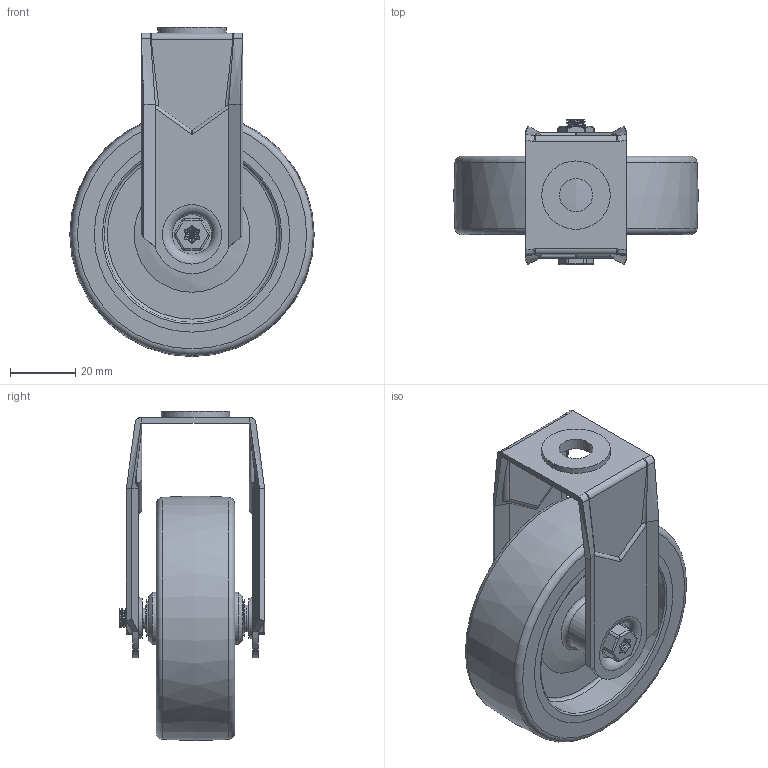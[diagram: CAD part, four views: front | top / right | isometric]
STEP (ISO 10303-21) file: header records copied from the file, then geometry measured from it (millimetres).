
FILE_DESCRIPTION(/* description */ ('','CAx-IF Rec.Pracs.---Representation and Presentation of Product Manufacturing Information (PMI)---4.0---2014-10-13'),/* implementation_level */ '2;1');
FILE_NAME(/* name */ 'BZRAF75VGRBH10.step',/* time_stamp */ '2025-03-04T09:29:43Z',/* author */ (''),/* organization */ (''),/* preprocessor_version */ 'ST-DEVELOPER v20',/* originating_system */ 'Autodesk Translation Framework v13.20.0.188',/* authorisation */ '');
FILE_SCHEMA (('AP242_MANAGED_MODEL_BASED_3D_ENGINEERING_MIM_LF { 1 0 10303 442 1 1 4 }'));
Length unit declared in the file: millimetre
Products named in the file (12): BZRAF75VGRBH10; BZRAF75ASBH10 v1; ZINC PLATED PRESSED STEEL FORKS; BZL75WVGR8 v1; POLYPROPYLENE RIM; THERMOPLASTIC RUBBER TYRE; TUBEM8X31 v1; ZINC PLATED AXLE TUBE; BOLTBZRA6MM v2; ZINC PLATED AXLE BOLT; NM6GR8HALFGR8 v1; ZINC PLATED LOCKING NUT
Assembly tree (11 placements, depth 3):
  BZRAF75VGRBH10
    BZRAF75ASBH10 v1
      ZINC PLATED PRESSED STEEL FORKS
    BZL75WVGR8 v1
      POLYPROPYLENE RIM
      THERMOPLASTIC RUBBER TYRE
    TUBEM8X31 v1
      ZINC PLATED AXLE TUBE
    BOLTBZRA6MM v2
      ZINC PLATED AXLE BOLT
    NM6GR8HALFGR8 v1
      ZINC PLATED LOCKING NUT
Bounding box: 75 x 44.75 x 101 mm (x, y, z)
Volume: 75585.3 mm3; surface area: 42535.9 mm2
Topology: 6 solids, 6 shells, 285 faces, 699 edges, 432 vertices
Faces by surface type: cylinder 99, plane 76, bspline 67, torus 25, cone 18
Full cylindrical faces by diameter (mm): 4.744 x2, 5.884 x4, 6 x2, 6.2 x1, 6.4 x1, 8 x2, 8.2 x1, 8.4 x1, 10.198 x1, 16 x2, 21 x1, 54 x2, 60 x2
Entity records: 24737 total; most frequent: CARTESIAN_POINT 18028, ORIENTED_EDGE 1386, DIRECTION 1289, EDGE_CURVE 693, AXIS2_PLACEMENT_3D 528, VERTEX_POINT 432, EDGE_LOOP 311, FACE_OUTER_BOUND 285
